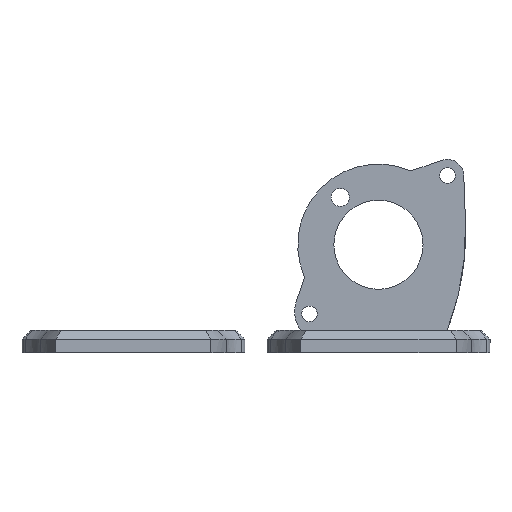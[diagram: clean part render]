
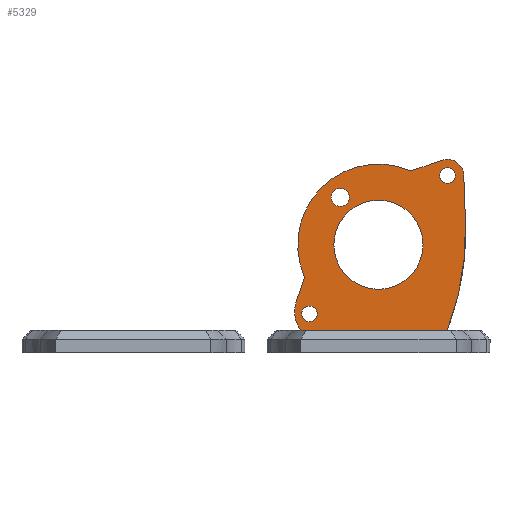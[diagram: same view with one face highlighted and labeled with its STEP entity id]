
A CAD part, front view. The second image highlights one B-rep face of the part: STEP entity #5329.
In plain terms, the highlighted planar face has unit normal (0, -1, 0).
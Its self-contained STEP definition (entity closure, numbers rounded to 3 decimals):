
#172=FACE_BOUND('',#915,.T.);
#173=FACE_BOUND('',#916,.T.);
#174=FACE_BOUND('',#917,.T.);
#175=FACE_BOUND('',#918,.T.);
#277=PLANE('',#5769);
#575=FACE_OUTER_BOUND('',#914,.T.);
#914=EDGE_LOOP('',(#4238,#4239,#4240,#4241,#4242,#4243,#4244,#4245,#4246,
#4247,#4248));
#915=EDGE_LOOP('',(#4249));
#916=EDGE_LOOP('',(#4250));
#917=EDGE_LOOP('',(#4251));
#918=EDGE_LOOP('',(#4252));
#1309=LINE('',#8614,#1790);
#1356=LINE('',#8743,#1837);
#1357=LINE('',#8747,#1838);
#1358=LINE('',#8751,#1839);
#1359=LINE('',#8755,#1840);
#1360=LINE('',#8756,#1841);
#1361=LINE('',#8757,#1842);
#1790=VECTOR('',#6562,10.);
#1837=VECTOR('',#6685,10.);
#1838=VECTOR('',#6688,10.);
#1839=VECTOR('',#6691,10.);
#1840=VECTOR('',#6694,10.);
#1841=VECTOR('',#6695,10.);
#1842=VECTOR('',#6696,10.);
#2149=CIRCLE('',#5680,2.025);
#2191=CIRCLE('',#5756,10.);
#2192=CIRCLE('',#5767,61.);
#2194=CIRCLE('',#5770,3.647);
#2195=CIRCLE('',#5771,18.1);
#2196=CIRCLE('',#5772,7.);
#2197=CIRCLE('',#5773,1.75);
#2198=CIRCLE('',#5774,1.75);
#2424=VERTEX_POINT('',#8409);
#2490=VERTEX_POINT('',#8603);
#2494=VERTEX_POINT('',#8612);
#2521=VERTEX_POINT('',#8706);
#2525=VERTEX_POINT('',#8734);
#2526=VERTEX_POINT('',#8736);
#2528=VERTEX_POINT('',#8742);
#2529=VERTEX_POINT('',#8744);
#2530=VERTEX_POINT('',#8746);
#2531=VERTEX_POINT('',#8748);
#2532=VERTEX_POINT('',#8750);
#2533=VERTEX_POINT('',#8752);
#2534=VERTEX_POINT('',#8754);
#2535=VERTEX_POINT('',#8758);
#2536=VERTEX_POINT('',#8760);
#2996=EDGE_CURVE('',#2424,#2424,#2149,.T.);
#3081=EDGE_CURVE('',#2494,#2490,#1309,.T.);
#3123=EDGE_CURVE('',#2521,#2521,#2191,.T.);
#3137=EDGE_CURVE('',#2525,#2526,#2192,.T.);
#3140=EDGE_CURVE('',#2525,#2528,#1356,.T.);
#3141=EDGE_CURVE('',#2528,#2529,#2194,.T.);
#3142=EDGE_CURVE('',#2529,#2530,#1357,.T.);
#3143=EDGE_CURVE('',#2530,#2531,#2195,.T.);
#3144=EDGE_CURVE('',#2531,#2532,#1358,.T.);
#3145=EDGE_CURVE('',#2533,#2532,#2196,.T.);
#3146=EDGE_CURVE('',#2534,#2533,#1359,.T.);
#3147=EDGE_CURVE('',#2490,#2534,#1360,.T.);
#3148=EDGE_CURVE('',#2526,#2494,#1361,.T.);
#3149=EDGE_CURVE('',#2535,#2535,#2197,.T.);
#3150=EDGE_CURVE('',#2536,#2536,#2198,.T.);
#4238=ORIENTED_EDGE('',*,*,#3137,.F.);
#4239=ORIENTED_EDGE('',*,*,#3140,.T.);
#4240=ORIENTED_EDGE('',*,*,#3141,.T.);
#4241=ORIENTED_EDGE('',*,*,#3142,.T.);
#4242=ORIENTED_EDGE('',*,*,#3143,.T.);
#4243=ORIENTED_EDGE('',*,*,#3144,.T.);
#4244=ORIENTED_EDGE('',*,*,#3145,.F.);
#4245=ORIENTED_EDGE('',*,*,#3146,.F.);
#4246=ORIENTED_EDGE('',*,*,#3147,.F.);
#4247=ORIENTED_EDGE('',*,*,#3081,.F.);
#4248=ORIENTED_EDGE('',*,*,#3148,.F.);
#4249=ORIENTED_EDGE('',*,*,#2996,.T.);
#4250=ORIENTED_EDGE('',*,*,#3123,.T.);
#4251=ORIENTED_EDGE('',*,*,#3149,.T.);
#4252=ORIENTED_EDGE('',*,*,#3150,.T.);
#5329=ADVANCED_FACE('',(#575,#172,#173,#174,#175),#277,.T.);
#5680=AXIS2_PLACEMENT_3D('',#8410,#6416,#6417);
#5756=AXIS2_PLACEMENT_3D('',#8708,#6643,#6644);
#5767=AXIS2_PLACEMENT_3D('',#8737,#6678,#6679);
#5769=AXIS2_PLACEMENT_3D('',#8741,#6683,#6684);
#5770=AXIS2_PLACEMENT_3D('',#8745,#6686,#6687);
#5771=AXIS2_PLACEMENT_3D('',#8749,#6689,#6690);
#5772=AXIS2_PLACEMENT_3D('',#8753,#6692,#6693);
#5773=AXIS2_PLACEMENT_3D('',#8759,#6697,#6698);
#5774=AXIS2_PLACEMENT_3D('',#8761,#6699,#6700);
#6416=DIRECTION('center_axis',(0.,1.,0.));
#6417=DIRECTION('ref_axis',(1.,0.,0.));
#6562=DIRECTION('',(0.,0.,-1.));
#6643=DIRECTION('center_axis',(0.,1.,0.));
#6644=DIRECTION('ref_axis',(-1.,0.,0.));
#6678=DIRECTION('center_axis',(0.,1.,0.));
#6679=DIRECTION('ref_axis',(0.932,0.,-0.363));
#6683=DIRECTION('center_axis',(0.,-1.,0.));
#6684=DIRECTION('ref_axis',(1.,0.,0.));
#6685=DIRECTION('',(-0.036,0.,0.999));
#6686=DIRECTION('center_axis',(0.,-1.,0.));
#6687=DIRECTION('ref_axis',(-0.317,0.,0.948));
#6688=DIRECTION('',(-0.948,0.,-0.317));
#6689=DIRECTION('center_axis',(0.,-1.,0.));
#6690=DIRECTION('ref_axis',(-0.588,0.,0.809));
#6691=DIRECTION('',(-0.317,0.,-0.948));
#6692=DIRECTION('center_axis',(0.,1.,0.));
#6693=DIRECTION('ref_axis',(-0.802,0.,-0.597));
#6694=DIRECTION('',(-0.597,0.,0.802));
#6695=DIRECTION('',(-0.707,0.,0.707));
#6696=DIRECTION('',(-1.,0.,0.));
#6697=DIRECTION('center_axis',(0.,1.,0.));
#6698=DIRECTION('ref_axis',(-1.,0.,0.));
#6699=DIRECTION('center_axis',(0.,1.,0.));
#6700=DIRECTION('ref_axis',(-1.,0.,0.));
#8409=CARTESIAN_POINT('',(137.294,-117.162,196.261));
#8410=CARTESIAN_POINT('Origin',(139.319,-117.162,196.261));
#8603=CARTESIAN_POINT('',(132.456,-117.162,164.459));
#8612=CARTESIAN_POINT('',(132.456,-117.162,166.459));
#8614=CARTESIAN_POINT('',(132.456,-117.162,163.959));
#8706=CARTESIAN_POINT('',(157.869,-117.162,185.659));
#8708=CARTESIAN_POINT('Origin',(147.869,-117.162,185.659));
#8734=CARTESIAN_POINT('',(167.396,-117.162,190.804));
#8736=CARTESIAN_POINT('',(163.282,-117.162,166.459));
#8737=CARTESIAN_POINT('Origin',(106.436,-117.162,188.585));
#8741=CARTESIAN_POINT('Origin',(130.456,-117.162,166.459));
#8742=CARTESIAN_POINT('',(167.014,-117.162,201.292));
#8743=CARTESIAN_POINT('',(167.623,-117.162,184.563));
#8744=CARTESIAN_POINT('',(162.213,-117.162,204.618));
#8745=CARTESIAN_POINT('Origin',(163.37,-117.162,201.159));
#8746=CARTESIAN_POINT('',(155.119,-117.162,202.244));
#8747=CARTESIAN_POINT('',(138.645,-117.162,196.732));
#8748=CARTESIAN_POINT('',(131.284,-117.162,178.41));
#8749=CARTESIAN_POINT('Origin',(147.869,-117.162,185.659));
#8750=CARTESIAN_POINT('',(129.429,-117.162,172.865));
#8751=CARTESIAN_POINT('',(128.258,-117.162,169.365));
#8752=CARTESIAN_POINT('',(130.453,-117.162,166.463));
#8753=CARTESIAN_POINT('Origin',(136.067,-117.162,170.644));
#8754=CARTESIAN_POINT('',(130.456,-117.162,166.459));
#8755=CARTESIAN_POINT('',(129.921,-117.162,167.177));
#8756=CARTESIAN_POINT('',(130.956,-117.162,165.959));
#8757=CARTESIAN_POINT('',(139.178,-117.162,166.459));
#8758=CARTESIAN_POINT('',(134.119,-117.162,170.159));
#8759=CARTESIAN_POINT('Origin',(132.369,-117.162,170.159));
#8760=CARTESIAN_POINT('',(165.12,-117.162,201.159));
#8761=CARTESIAN_POINT('Origin',(163.37,-117.162,201.159));
